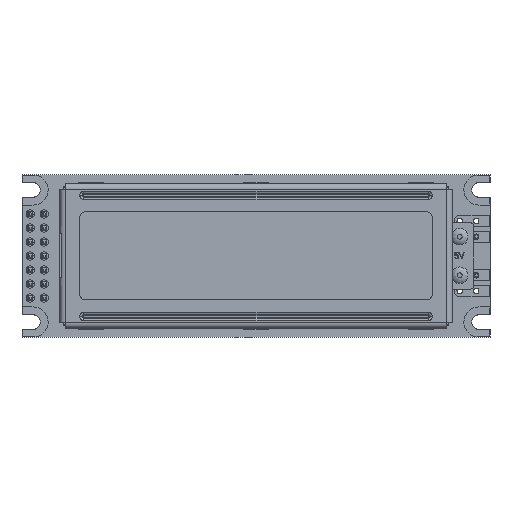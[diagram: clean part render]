
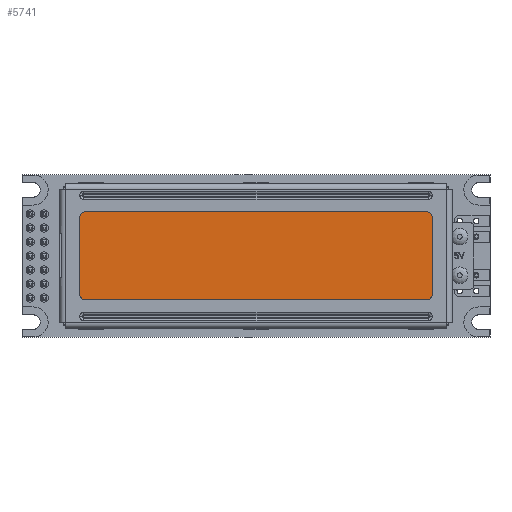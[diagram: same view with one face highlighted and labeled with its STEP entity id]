
A CAD part, top view. The second image highlights one B-rep face of the part: STEP entity #5741.
In plain terms, the highlighted planar face has unit normal (0, 0, 1).
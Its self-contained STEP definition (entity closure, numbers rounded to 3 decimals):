
#782=FACE_OUTER_BOUND('',#7957,.T.);
#1788=LINE('',#26351,#3060);
#1792=LINE('',#26359,#3064);
#1795=LINE('',#26365,#3067);
#1797=LINE('',#26368,#3069);
#3060=VECTOR('',#21313,1.);
#3064=VECTOR('',#21319,1.);
#3067=VECTOR('',#21324,1.);
#3069=VECTOR('',#21328,1.);
#4791=PLANE('',#17518);
#5741=ADVANCED_FACE('',(#782),#4791,.T.);
#7957=EDGE_LOOP('',(#11185,#11186,#11187,#11188));
#11185=ORIENTED_EDGE('',*,*,#14987,.T.);
#11186=ORIENTED_EDGE('',*,*,#14991,.T.);
#11187=ORIENTED_EDGE('',*,*,#14994,.T.);
#11188=ORIENTED_EDGE('',*,*,#14996,.T.);
#13207=VERTEX_POINT('',#26350);
#13208=VERTEX_POINT('',#26352);
#13210=VERTEX_POINT('',#26358);
#13212=VERTEX_POINT('',#26364);
#14987=EDGE_CURVE('',#13208,#13207,#1788,.T.);
#14991=EDGE_CURVE('',#13207,#13210,#1792,.T.);
#14994=EDGE_CURVE('',#13210,#13212,#1795,.T.);
#14996=EDGE_CURVE('',#13212,#13208,#1797,.T.);
#17518=AXIS2_PLACEMENT_3D('',#26370,#21331,#21332);
#21313=DIRECTION('',(0.,-1.,0.));
#21319=DIRECTION('',(1.,0.,0.));
#21324=DIRECTION('',(0.,1.,0.));
#21328=DIRECTION('',(-1.,0.,0.));
#21331=DIRECTION('',(0.,0.,1.));
#21332=DIRECTION('',(1.,0.,0.));
#26350=CARTESIAN_POINT('',(-10.,-34.5,8.85));
#26351=CARTESIAN_POINT('',(-10.,34.5,8.85));
#26352=CARTESIAN_POINT('',(-10.,34.5,8.85));
#26358=CARTESIAN_POINT('',(10.,-34.5,8.85));
#26359=CARTESIAN_POINT('',(-10.,-34.5,8.85));
#26364=CARTESIAN_POINT('',(10.,34.5,8.85));
#26365=CARTESIAN_POINT('',(10.,-34.5,8.85));
#26368=CARTESIAN_POINT('',(10.,34.5,8.85));
#26370=CARTESIAN_POINT('',(0.,0.,8.85));
